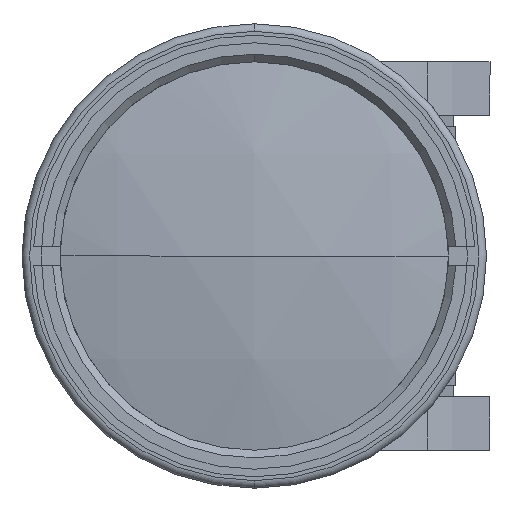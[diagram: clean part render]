
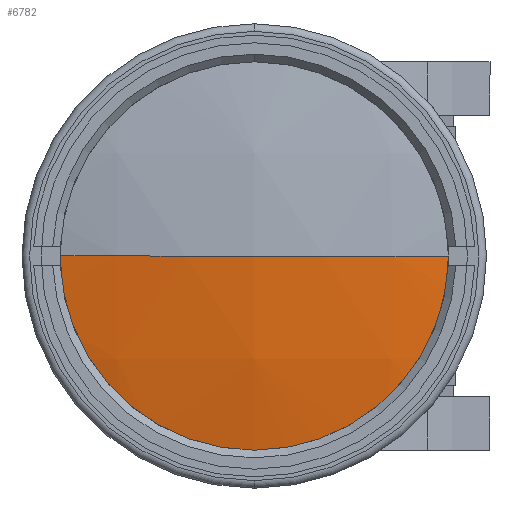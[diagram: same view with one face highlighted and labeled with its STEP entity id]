
A CAD part, left-side view. The second image highlights one B-rep face of the part: STEP entity #6782.
In plain terms, the highlighted spherical face has radius 124 mm.
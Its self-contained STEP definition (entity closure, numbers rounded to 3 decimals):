
#859 = ORIENTED_EDGE ( 'NONE', *, *, #3706, .T. ) ;
#860 = ORIENTED_EDGE ( 'NONE', *, *, #3708, .F. ) ;
#861 = ORIENTED_EDGE ( 'NONE', *, *, #3707, .T. ) ;
#3706 = EDGE_CURVE ( 'NONE', #4722, #4724, #8812, .T. ) ;
#3707 = EDGE_CURVE ( 'NONE', #4723, #4722, #9076, .T. ) ;
#3708 = EDGE_CURVE ( 'NONE', #4723, #4724, #8805, .T. ) ;
#4722 = VERTEX_POINT ( 'NONE', #10213 ) ;
#4723 = VERTEX_POINT ( 'NONE', #10214 ) ;
#4724 = VERTEX_POINT ( 'NONE', #10215 ) ;
#6152 = EDGE_LOOP ( 'NONE', ( #861, #859, #860 ) ) ;
#6782 = ADVANCED_FACE ( 'NONE', ( #15487 ), #15855, .T. ) ;
#8805 = CIRCLE ( 'NONE', #9079, 124. ) ;
#8812 = CIRCLE ( 'NONE', #9075, 124. ) ;
#8955 = CARTESIAN_POINT ( 'NONE',  ( -57.449, 0., 0. ) ) ;
#8956 = DIRECTION ( 'NONE',  ( 0., 0., -1. ) ) ;
#8957 = DIRECTION ( 'NONE',  ( 0., 1., 0. ) ) ;
#8958 = CARTESIAN_POINT ( 'NONE',  ( -178.474, 0., 0. ) ) ;
#8959 = DIRECTION ( 'NONE',  ( -1., 0., 0. ) ) ;
#8960 = DIRECTION ( 'NONE',  ( 0., 0., 1. ) ) ;
#8961 = CARTESIAN_POINT ( 'NONE',  ( -57.449, 0., 0. ) ) ;
#8962 = DIRECTION ( 'NONE',  ( 0., 0., 1. ) ) ;
#8963 = DIRECTION ( 'NONE',  ( 0., -1., 0. ) ) ;
#9075 = AXIS2_PLACEMENT_3D ( 'NONE', #8955, #8956, #8957 ) ;
#9076 = CIRCLE ( 'NONE', #9077, 27. ) ;
#9077 = AXIS2_PLACEMENT_3D ( 'NONE', #8958, #8959, #8960 ) ;
#9079 = AXIS2_PLACEMENT_3D ( 'NONE', #8961, #8962, #8963 ) ;
#10213 = CARTESIAN_POINT ( 'NONE',  ( -178.474, -27., 0. ) ) ;
#10214 = CARTESIAN_POINT ( 'NONE',  ( -178.474, 27., 0. ) ) ;
#10215 = CARTESIAN_POINT ( 'NONE',  ( -181.449, 0., 0. ) ) ;
#15487 = FACE_OUTER_BOUND ( 'NONE', #6152, .T. ) ;
#15705 = CARTESIAN_POINT ( 'NONE',  ( -57.449, 0., 0. ) ) ;
#15706 = DIRECTION ( 'NONE',  ( 0., 0., -1. ) ) ;
#15707 = DIRECTION ( 'NONE',  ( 0., 1., 0. ) ) ;
#15800 = AXIS2_PLACEMENT_3D ( 'NONE', #15705, #15706, #15707 ) ;
#15855 = SPHERICAL_SURFACE ( 'NONE', #15800, 124. ) ;
